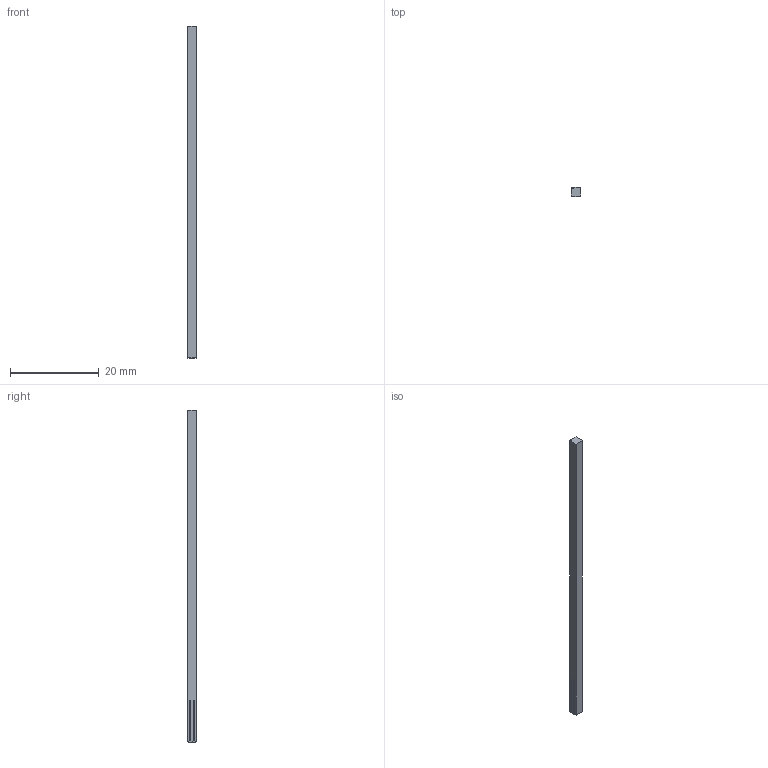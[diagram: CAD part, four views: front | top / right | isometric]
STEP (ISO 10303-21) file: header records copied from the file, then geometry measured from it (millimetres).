
FILE_DESCRIPTION(('FreeCAD Model'),'2;1');
FILE_NAME('361599.1.1.stp','2018-01-09T23:41:56',( 'Author'),(''),'Open CASCADE STEP processor 6.8','FreeCAD','Unknown' );
FILE_SCHEMA(('AUTOMOTIVE_DESIGN_CC2 { 1 2 10303 214 -1 1 5 4 }'));
Length unit declared in the file: millimetre
Products named in the file (4): ASSEMBLY; Body; ThermalPin; PinsArrayLR
Assembly tree (3 placements, depth 2):
  ASSEMBLY
    Body
    ThermalPin
    PinsArrayLR
Bounding box: 2.1 x 2 x 75 mm (x, y, z)
Volume: 315.2 mm3; surface area: 716.2 mm2
Topology: 6 solids, 6 shells, 38 faces, 75 edges, 50 vertices
Faces by surface type: plane 37, cylinder 1
Full cylindrical faces by diameter (mm): 0.25 x1
Entity records: 2049 total; most frequent: CARTESIAN_POINT 317, DIRECTION 311, LINE 221, VECTOR 221, ORIENTED_EDGE 150, PCURVE 150, DEFINITIONAL_REPRESENTATION 150, EDGE_CURVE 75
